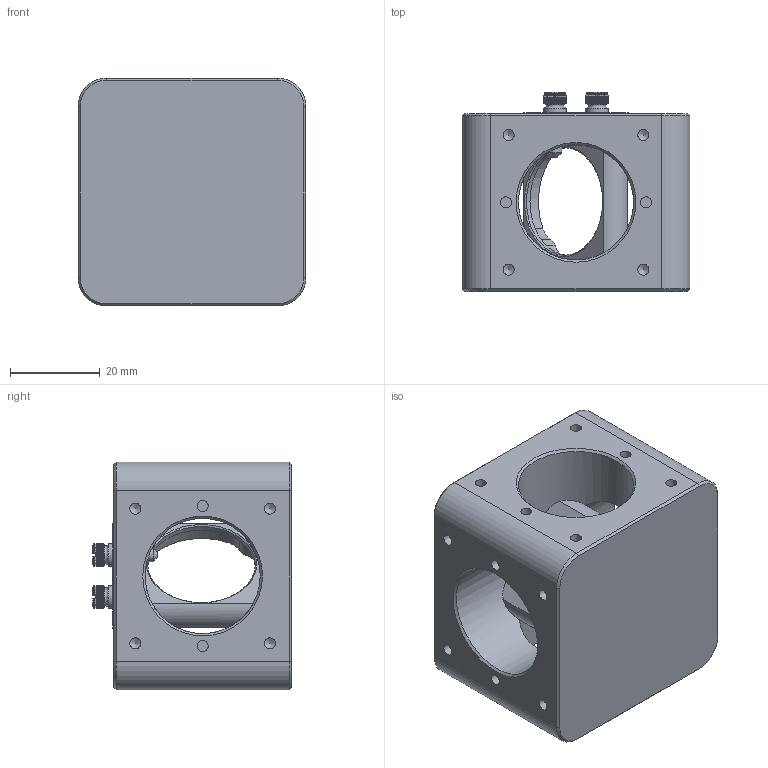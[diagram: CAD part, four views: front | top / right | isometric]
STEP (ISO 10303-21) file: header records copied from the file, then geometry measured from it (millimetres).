
FILE_DESCRIPTION (( 'STEP AP203' ), '1' );
FILE_NAME ('530136.STEP', '2025-04-27T08:30:48', ( 'Windows User' ), ( 'P R C' ), 'SwSTEP 2.0', 'SolidWorks 2020', '' );
FILE_SCHEMA (( 'CONFIG_CONTROL_DESIGN' ));
Length unit declared in the file: millimetre
Products named in the file (1): 530136
Bounding box: 50.8 x 44.34 x 50.8 mm (x, y, z)
Volume: 58889.2 mm3; surface area: 21188.1 mm2
Topology: 5 solids, 5 shells, 379 faces, 1033 edges, 673 vertices
Faces by surface type: plane 199, cylinder 128, cone 46, bspline 6
Full cylindrical faces by diameter (mm): 2 x2, 2.44 x8, 2.5 x20, 3 x3, 3.3 x1, 4 x1, 5 x2, 24 x1, 25.69 x4
Entity records: 12311 total; most frequent: CARTESIAN_POINT 3491, ORIENTED_EDGE 1858, DIRECTION 1664, EDGE_CURVE 929, AXIS2_PLACEMENT_3D 658, VERTEX_POINT 643, EDGE_LOOP 482, FACE_OUTER_BOUND 427
